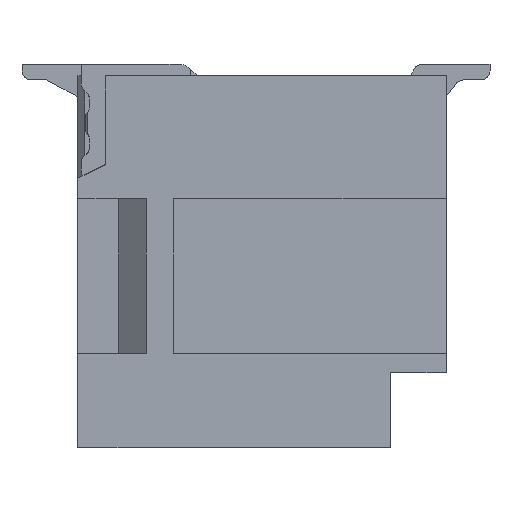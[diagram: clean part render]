
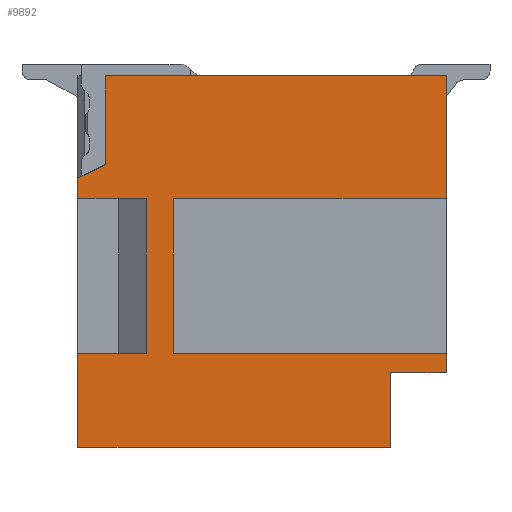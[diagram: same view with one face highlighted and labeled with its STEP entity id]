
A CAD part, front view. The second image highlights one B-rep face of the part: STEP entity #9892.
In plain terms, the highlighted planar face has unit normal (0, -1, 0).
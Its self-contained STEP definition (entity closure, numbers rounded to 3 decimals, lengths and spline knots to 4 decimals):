
#1684 = ORIENTED_EDGE ( 'NONE', *, *, #64536, .F. ) ;
#2198 = VERTEX_POINT ( 'NONE', #69976 ) ;
#3138 = DIRECTION ( 'NONE',  ( -1., 0., 0. ) ) ;
#3416 = EDGE_CURVE ( 'NONE', #75774, #10169, #37468, .T. ) ;
#4238 = EDGE_CURVE ( 'NONE', #23528, #2198, #15135, .T. ) ;
#4992 = ORIENTED_EDGE ( 'NONE', *, *, #72305, .F. ) ;
#5166 = EDGE_CURVE ( 'NONE', #43146, #61527, #78273, .T. ) ;
#6119 = DIRECTION ( 'NONE',  ( 0.894, 0., 0.447 ) ) ;
#6421 = VECTOR ( 'NONE', #17044, 1000. ) ;
#8306 = ORIENTED_EDGE ( 'NONE', *, *, #5166, .F. ) ;
#8373 = LINE ( 'NONE', #71372, #34771 ) ;
#9892 = ADVANCED_FACE ( 'NONE', ( #51522 ), #56241, .F. ) ;
#10169 = VERTEX_POINT ( 'NONE', #16340 ) ;
#10569 = CARTESIAN_POINT ( 'NONE',  ( 5.52, -8.5, -4.07 ) ) ;
#11634 = LINE ( 'NONE', #37694, #12192 ) ;
#11854 = ORIENTED_EDGE ( 'NONE', *, *, #32382, .F. ) ;
#12192 = VECTOR ( 'NONE', #69615, 1000. ) ;
#13247 = VECTOR ( 'NONE', #48518, 1000. ) ;
#13608 = CARTESIAN_POINT ( 'NONE',  ( 1.4, -8.5, -4.07 ) ) ;
#14338 = CARTESIAN_POINT ( 'NONE',  ( -0.1073, -8.5, -1.5537 ) ) ;
#14596 = VERTEX_POINT ( 'NONE', #55927 ) ;
#15135 = LINE ( 'NONE', #29889, #45941 ) ;
#16286 = LINE ( 'NONE', #31602, #17217 ) ;
#16340 = CARTESIAN_POINT ( 'NONE',  ( 5.4, -8.5, -1.8 ) ) ;
#17044 = DIRECTION ( 'NONE',  ( 1., 0., 0. ) ) ;
#17217 = VECTOR ( 'NONE', #43489, 1000. ) ;
#18237 = VECTOR ( 'NONE', #3138, 1000. ) ;
#18336 = CARTESIAN_POINT ( 'NONE',  ( -0.12, -8.5, 0.12 ) ) ;
#20793 = EDGE_CURVE ( 'NONE', #61527, #38615, #69678, .T. ) ;
#21099 = VECTOR ( 'NONE', #62672, 1000. ) ;
#22291 = EDGE_CURVE ( 'NONE', #42682, #57345, #53141, .T. ) ;
#22336 = VECTOR ( 'NONE', #60951, 1000. ) ;
#23528 = VERTEX_POINT ( 'NONE', #56958 ) ;
#24545 = EDGE_CURVE ( 'NONE', #57345, #80175, #38141, .T. ) ;
#25394 = VERTEX_POINT ( 'NONE', #49161 ) ;
#27556 = VECTOR ( 'NONE', #6119, 1000. ) ;
#28377 = CARTESIAN_POINT ( 'NONE',  ( 0., -8.5, -5.57 ) ) ;
#29839 = VERTEX_POINT ( 'NONE', #51194 ) ;
#29889 = CARTESIAN_POINT ( 'NONE',  ( -0.12, -8.5, -1.8 ) ) ;
#30874 = EDGE_CURVE ( 'NONE', #2198, #66047, #43670, .T. ) ;
#31093 = DIRECTION ( 'NONE',  ( 0., 0., 1. ) ) ;
#31602 = CARTESIAN_POINT ( 'NONE',  ( 1.4, -8.5, -1.68 ) ) ;
#32382 = EDGE_CURVE ( 'NONE', #66047, #64655, #54429, .T. ) ;
#33979 = ORIENTED_EDGE ( 'NONE', *, *, #63727, .F. ) ;
#34222 = CARTESIAN_POINT ( 'NONE',  ( 5.4, -8.5, -4.35 ) ) ;
#34685 = ORIENTED_EDGE ( 'NONE', *, *, #76673, .F. ) ;
#34771 = VECTOR ( 'NONE', #77884, 1000. ) ;
#36994 = ORIENTED_EDGE ( 'NONE', *, *, #22291, .F. ) ;
#37468 = LINE ( 'NONE', #39350, #39824 ) ;
#37595 = CARTESIAN_POINT ( 'NONE',  ( 0., -8.5, -4.07 ) ) ;
#37622 = ORIENTED_EDGE ( 'NONE', *, *, #44705, .F. ) ;
#37694 = CARTESIAN_POINT ( 'NONE',  ( 5.52, -8.5, -4.07 ) ) ;
#38141 = LINE ( 'NONE', #10569, #6421 ) ;
#38615 = VERTEX_POINT ( 'NONE', #47011 ) ;
#39123 = EDGE_CURVE ( 'NONE', #80175, #23528, #73196, .T. ) ;
#39350 = CARTESIAN_POINT ( 'NONE',  ( 5.4, -8.5, 0.12 ) ) ;
#39824 = VECTOR ( 'NONE', #80529, 1000. ) ;
#42682 = VERTEX_POINT ( 'NONE', #66264 ) ;
#43095 = ORIENTED_EDGE ( 'NONE', *, *, #30874, .F. ) ;
#43146 = VERTEX_POINT ( 'NONE', #48103 ) ;
#43204 = CARTESIAN_POINT ( 'NONE',  ( 0.4, -8.5, -1.42 ) ) ;
#43489 = DIRECTION ( 'NONE',  ( 0., 0., -1. ) ) ;
#43670 = LINE ( 'NONE', #62046, #13247 ) ;
#44115 = ORIENTED_EDGE ( 'NONE', *, *, #63437, .F. ) ;
#44705 = EDGE_CURVE ( 'NONE', #25394, #42682, #8373, .T. ) ;
#45055 = ORIENTED_EDGE ( 'NONE', *, *, #54416, .F. ) ;
#45351 = VECTOR ( 'NONE', #31093, 1000. ) ;
#45459 = LINE ( 'NONE', #80556, #18237 ) ;
#45941 = VECTOR ( 'NONE', #61808, 1000. ) ;
#47011 = CARTESIAN_POINT ( 'NONE',  ( 4.58, -8.5, -4.35 ) ) ;
#48103 = CARTESIAN_POINT ( 'NONE',  ( 5.4, -8.5, -4.07 ) ) ;
#48518 = DIRECTION ( 'NONE',  ( 0., 0., 1. ) ) ;
#49161 = CARTESIAN_POINT ( 'NONE',  ( 4.58, -8.5, -5.45 ) ) ;
#49573 = DIRECTION ( 'NONE',  ( 0., 0., 1. ) ) ;
#50390 = ORIENTED_EDGE ( 'NONE', *, *, #4238, .F. ) ;
#50645 = ORIENTED_EDGE ( 'NONE', *, *, #24545, .F. ) ;
#51194 = CARTESIAN_POINT ( 'NONE',  ( 1.4, -8.5, -1.8 ) ) ;
#51522 = FACE_OUTER_BOUND ( 'NONE', #60570, .T. ) ;
#51887 = VERTEX_POINT ( 'NONE', #13608 ) ;
#53141 = LINE ( 'NONE', #28377, #81191 ) ;
#54416 = EDGE_CURVE ( 'NONE', #14596, #75774, #56534, .T. ) ;
#54429 = LINE ( 'NONE', #14338, #27556 ) ;
#55579 = CARTESIAN_POINT ( 'NONE',  ( 4.58, -8.5, -4.23 ) ) ;
#55777 = CARTESIAN_POINT ( 'NONE',  ( 0.4, -8.5, -1.3 ) ) ;
#55927 = CARTESIAN_POINT ( 'NONE',  ( 0.4, -8.5, 0. ) ) ;
#56241 = PLANE ( 'NONE',  #56753 ) ;
#56534 = LINE ( 'NONE', #70009, #56676 ) ;
#56676 = VECTOR ( 'NONE', #61829, 1000. ) ;
#56753 = AXIS2_PLACEMENT_3D ( 'NONE', #18336, #63844, #62745 ) ;
#56958 = CARTESIAN_POINT ( 'NONE',  ( 1., -8.5, -1.8 ) ) ;
#57345 = VERTEX_POINT ( 'NONE', #37595 ) ;
#60570 = EDGE_LOOP ( 'NONE', ( #43095, #50390, #73899, #50645, #36994, #37622, #33979, #64205, #8306, #4992, #44115, #34685, #64037, #45055, #1684, #11854 ) ) ;
#60951 = DIRECTION ( 'NONE',  ( 0., 0., -1. ) ) ;
#60986 = DIRECTION ( 'NONE',  ( 0., 0., -1. ) ) ;
#61440 = CARTESIAN_POINT ( 'NONE',  ( 5.4, -8.5, 0. ) ) ;
#61527 = VERTEX_POINT ( 'NONE', #34222 ) ;
#61808 = DIRECTION ( 'NONE',  ( -1., 0., 0. ) ) ;
#61829 = DIRECTION ( 'NONE',  ( 1., 0., 0. ) ) ;
#62046 = CARTESIAN_POINT ( 'NONE',  ( 0., -8.5, -5.57 ) ) ;
#62672 = DIRECTION ( 'NONE',  ( 0., 0., 1. ) ) ;
#62745 = DIRECTION ( 'NONE',  ( 1., 0., 0. ) ) ;
#63034 = CARTESIAN_POINT ( 'NONE',  ( 5.52, -8.5, -4.35 ) ) ;
#63437 = EDGE_CURVE ( 'NONE', #29839, #51887, #16286, .T. ) ;
#63727 = EDGE_CURVE ( 'NONE', #38615, #25394, #72969, .T. ) ;
#63844 = DIRECTION ( 'NONE',  ( 0., 1., 0. ) ) ;
#64037 = ORIENTED_EDGE ( 'NONE', *, *, #3416, .F. ) ;
#64205 = ORIENTED_EDGE ( 'NONE', *, *, #20793, .F. ) ;
#64536 = EDGE_CURVE ( 'NONE', #64655, #14596, #79122, .T. ) ;
#64655 = VERTEX_POINT ( 'NONE', #55777 ) ;
#66047 = VERTEX_POINT ( 'NONE', #76569 ) ;
#66264 = CARTESIAN_POINT ( 'NONE',  ( 0., -8.5, -5.45 ) ) ;
#68817 = CARTESIAN_POINT ( 'NONE',  ( 1., -8.5, -4.07 ) ) ;
#69615 = DIRECTION ( 'NONE',  ( 1., 0., 0. ) ) ;
#69678 = LINE ( 'NONE', #63034, #69953 ) ;
#69953 = VECTOR ( 'NONE', #77126, 1000. ) ;
#69976 = CARTESIAN_POINT ( 'NONE',  ( 0., -8.5, -1.8 ) ) ;
#70009 = CARTESIAN_POINT ( 'NONE',  ( -0.12, -8.5, 0. ) ) ;
#71372 = CARTESIAN_POINT ( 'NONE',  ( 4.7, -8.5, -5.45 ) ) ;
#72305 = EDGE_CURVE ( 'NONE', #51887, #43146, #11634, .T. ) ;
#72969 = LINE ( 'NONE', #55579, #73381 ) ;
#73196 = LINE ( 'NONE', #76544, #45351 ) ;
#73381 = VECTOR ( 'NONE', #60986, 1000. ) ;
#73899 = ORIENTED_EDGE ( 'NONE', *, *, #39123, .F. ) ;
#75774 = VERTEX_POINT ( 'NONE', #61440 ) ;
#76544 = CARTESIAN_POINT ( 'NONE',  ( 1., -8.5, -1.68 ) ) ;
#76569 = CARTESIAN_POINT ( 'NONE',  ( 0., -8.5, -1.5 ) ) ;
#76673 = EDGE_CURVE ( 'NONE', #10169, #29839, #45459, .T. ) ;
#77126 = DIRECTION ( 'NONE',  ( -1., 0., 0. ) ) ;
#77884 = DIRECTION ( 'NONE',  ( -1., 0., 0. ) ) ;
#78273 = LINE ( 'NONE', #81532, #22336 ) ;
#79122 = LINE ( 'NONE', #43204, #21099 ) ;
#80175 = VERTEX_POINT ( 'NONE', #68817 ) ;
#80529 = DIRECTION ( 'NONE',  ( 0., 0., -1. ) ) ;
#80556 = CARTESIAN_POINT ( 'NONE',  ( -0.12, -8.5, -1.8 ) ) ;
#81191 = VECTOR ( 'NONE', #49573, 1000. ) ;
#81532 = CARTESIAN_POINT ( 'NONE',  ( 5.4, -8.5, 0.12 ) ) ;
